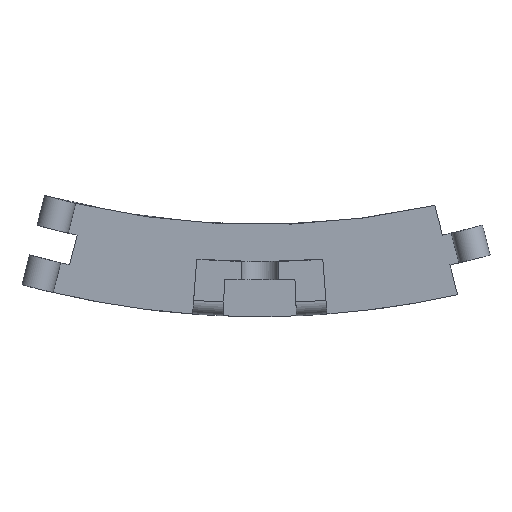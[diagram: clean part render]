
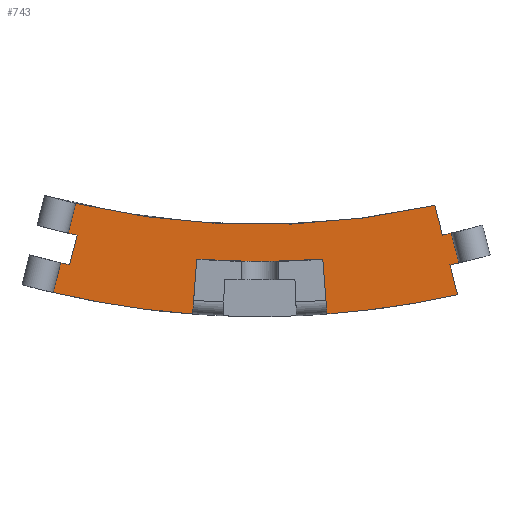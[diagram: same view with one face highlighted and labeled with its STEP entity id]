
A CAD part, top view. The second image highlights one B-rep face of the part: STEP entity #743.
In plain terms, the highlighted planar face has unit normal (0, 0, 1).
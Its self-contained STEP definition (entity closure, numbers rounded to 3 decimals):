
#36=PLANE('',#827);
#58=CIRCLE('',#806,98.31);
#60=CIRCLE('',#808,98.31);
#68=CIRCLE('',#820,92.31);
#71=CIRCLE('',#828,95.021);
#72=CIRCLE('',#829,91.558);
#73=CIRCLE('',#830,88.278);
#74=CIRCLE('',#831,91.558);
#75=CIRCLE('',#832,95.021);
#96=FACE_OUTER_BOUND('',#138,.T.);
#138=EDGE_LOOP('',(#578,#579,#580,#581,#582,#583,#584,#585,#586,#587,#588,
#589,#590,#591,#592,#593));
#184=LINE('',#1248,#241);
#185=LINE('',#1250,#242);
#186=LINE('',#1253,#243);
#187=LINE('',#1257,#244);
#188=LINE('',#1261,#245);
#189=LINE('',#1265,#246);
#190=LINE('',#1269,#247);
#191=LINE('',#1272,#248);
#241=VECTOR('',#956,10.);
#242=VECTOR('',#959,10.);
#243=VECTOR('',#962,10.);
#244=VECTOR('',#965,10.);
#245=VECTOR('',#968,10.);
#246=VECTOR('',#971,10.);
#247=VECTOR('',#974,10.);
#248=VECTOR('',#977,10.);
#319=VERTEX_POINT('',#1145);
#320=VERTEX_POINT('',#1147);
#326=VERTEX_POINT('',#1177);
#327=VERTEX_POINT('',#1179);
#334=VERTEX_POINT('',#1236);
#335=VERTEX_POINT('',#1238);
#337=VERTEX_POINT('',#1252);
#338=VERTEX_POINT('',#1254);
#339=VERTEX_POINT('',#1256);
#340=VERTEX_POINT('',#1258);
#341=VERTEX_POINT('',#1260);
#342=VERTEX_POINT('',#1262);
#343=VERTEX_POINT('',#1264);
#344=VERTEX_POINT('',#1266);
#345=VERTEX_POINT('',#1268);
#346=VERTEX_POINT('',#1270);
#402=EDGE_CURVE('',#320,#319,#58,.T.);
#409=EDGE_CURVE('',#327,#326,#60,.T.);
#421=EDGE_CURVE('',#335,#334,#68,.T.);
#426=EDGE_CURVE('',#319,#335,#184,.T.);
#427=EDGE_CURVE('',#334,#327,#185,.T.);
#428=EDGE_CURVE('',#326,#337,#186,.T.);
#429=EDGE_CURVE('',#337,#338,#71,.T.);
#430=EDGE_CURVE('',#338,#339,#187,.T.);
#431=EDGE_CURVE('',#339,#340,#72,.T.);
#432=EDGE_CURVE('',#340,#341,#188,.T.);
#433=EDGE_CURVE('',#341,#342,#73,.T.);
#434=EDGE_CURVE('',#342,#343,#189,.T.);
#435=EDGE_CURVE('',#343,#344,#74,.T.);
#436=EDGE_CURVE('',#344,#345,#190,.T.);
#437=EDGE_CURVE('',#345,#346,#75,.T.);
#438=EDGE_CURVE('',#346,#320,#191,.T.);
#578=ORIENTED_EDGE('',*,*,#426,.T.);
#579=ORIENTED_EDGE('',*,*,#421,.T.);
#580=ORIENTED_EDGE('',*,*,#427,.T.);
#581=ORIENTED_EDGE('',*,*,#409,.T.);
#582=ORIENTED_EDGE('',*,*,#428,.T.);
#583=ORIENTED_EDGE('',*,*,#429,.T.);
#584=ORIENTED_EDGE('',*,*,#430,.T.);
#585=ORIENTED_EDGE('',*,*,#431,.T.);
#586=ORIENTED_EDGE('',*,*,#432,.T.);
#587=ORIENTED_EDGE('',*,*,#433,.T.);
#588=ORIENTED_EDGE('',*,*,#434,.T.);
#589=ORIENTED_EDGE('',*,*,#435,.T.);
#590=ORIENTED_EDGE('',*,*,#436,.T.);
#591=ORIENTED_EDGE('',*,*,#437,.T.);
#592=ORIENTED_EDGE('',*,*,#438,.T.);
#593=ORIENTED_EDGE('',*,*,#402,.T.);
#743=ADVANCED_FACE('',(#96),#36,.T.);
#806=AXIS2_PLACEMENT_3D('',#1148,#909,#910);
#808=AXIS2_PLACEMENT_3D('',#1180,#916,#917);
#820=AXIS2_PLACEMENT_3D('',#1239,#942,#943);
#827=AXIS2_PLACEMENT_3D('',#1251,#960,#961);
#828=AXIS2_PLACEMENT_3D('',#1255,#963,#964);
#829=AXIS2_PLACEMENT_3D('',#1259,#966,#967);
#830=AXIS2_PLACEMENT_3D('',#1263,#969,#970);
#831=AXIS2_PLACEMENT_3D('',#1267,#972,#973);
#832=AXIS2_PLACEMENT_3D('',#1271,#975,#976);
#909=DIRECTION('center_axis',(0.,0.,1.));
#910=DIRECTION('ref_axis',(-0.247,-0.969,0.));
#916=DIRECTION('center_axis',(0.,0.,1.));
#917=DIRECTION('ref_axis',(-0.247,-0.969,0.));
#942=DIRECTION('center_axis',(0.,0.,1.));
#943=DIRECTION('ref_axis',(-0.075,-0.997,0.));
#956=DIRECTION('',(0.075,0.997,0.));
#959=DIRECTION('',(0.075,-0.997,0.));
#960=DIRECTION('center_axis',(0.,0.,1.));
#961=DIRECTION('ref_axis',(1.,0.,0.));
#962=DIRECTION('',(-0.247,0.969,0.));
#963=DIRECTION('center_axis',(0.,0.,1.));
#964=DIRECTION('ref_axis',(-0.264,0.964,0.));
#965=DIRECTION('',(-0.247,0.969,0.));
#966=DIRECTION('center_axis',(0.,0.,-1.));
#967=DIRECTION('ref_axis',(0.265,-0.964,0.));
#968=DIRECTION('',(-0.247,0.969,0.));
#969=DIRECTION('center_axis',(0.,0.,-1.));
#970=DIRECTION('ref_axis',(0.247,0.969,0.));
#971=DIRECTION('',(-0.247,-0.969,0.));
#972=DIRECTION('center_axis',(0.,0.,1.));
#973=DIRECTION('ref_axis',(-0.265,0.964,0.));
#974=DIRECTION('',(-0.247,-0.969,0.));
#975=DIRECTION('center_axis',(0.,0.,-1.));
#976=DIRECTION('ref_axis',(0.264,-0.964,0.));
#977=DIRECTION('',(-0.247,-0.969,0.));
#1145=CARTESIAN_POINT('',(-7.326,-98.036,1.));
#1147=CARTESIAN_POINT('',(-22.547,-95.689,1.));
#1148=CARTESIAN_POINT('Origin',(0.,0.,1.));
#1177=CARTESIAN_POINT('',(21.573,-95.914,1.));
#1179=CARTESIAN_POINT('',(7.326,-98.036,1.));
#1180=CARTESIAN_POINT('Origin',(0.,0.,1.));
#1236=CARTESIAN_POINT('',(6.879,-92.053,1.));
#1238=CARTESIAN_POINT('',(-6.879,-92.053,1.));
#1239=CARTESIAN_POINT('Origin',(0.,0.,
1.));
#1248=CARTESIAN_POINT('',(-6.967,-93.232,1.));
#1250=CARTESIAN_POINT('',(6.967,-93.232,1.));
#1251=CARTESIAN_POINT('Origin',(0.,-91.93,
1.));
#1252=CARTESIAN_POINT('',(20.748,-92.672,1.));
#1253=CARTESIAN_POINT('',(20.028,-89.844,1.));
#1254=CARTESIAN_POINT('',(21.723,-92.448,1.));
#1255=CARTESIAN_POINT('Origin',(0.,0.056,
1.));
#1256=CARTESIAN_POINT('',(20.898,-89.207,1.));
#1257=CARTESIAN_POINT('',(21.414,-91.237,1.));
#1258=CARTESIAN_POINT('',(19.922,-89.43,1.));
#1259=CARTESIAN_POINT('Origin',(0.,-0.065,
1.));
#1260=CARTESIAN_POINT('',(19.097,-86.188,1.));
#1261=CARTESIAN_POINT('',(19.203,-86.602,1.));
#1262=CARTESIAN_POINT('',(-20.073,-85.966,1.));
#1263=CARTESIAN_POINT('Origin',(0.,0.,1.));
#1264=CARTESIAN_POINT('',(-20.898,-89.207,1.));
#1265=CARTESIAN_POINT('',(-21.414,-91.237,1.));
#1266=CARTESIAN_POINT('',(-19.922,-89.43,1.));
#1267=CARTESIAN_POINT('Origin',(0.,-0.065,
1.));
#1268=CARTESIAN_POINT('',(-20.748,-92.672,1.));
#1269=CARTESIAN_POINT('',(-20.028,-89.844,1.));
#1270=CARTESIAN_POINT('',(-21.723,-92.448,1.));
#1271=CARTESIAN_POINT('Origin',(0.,0.056,
1.));
#1272=CARTESIAN_POINT('',(-21.414,-91.237,1.));
